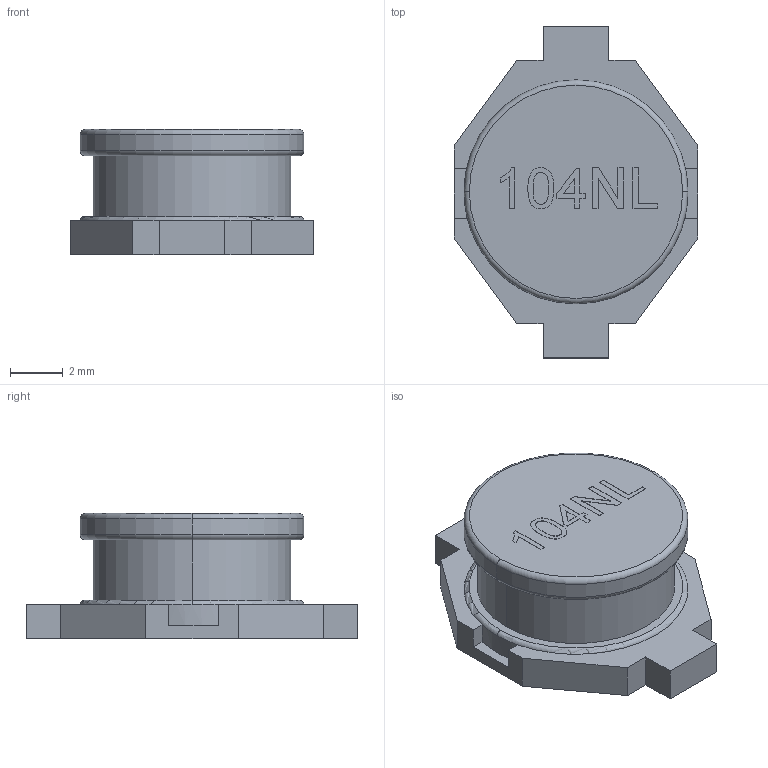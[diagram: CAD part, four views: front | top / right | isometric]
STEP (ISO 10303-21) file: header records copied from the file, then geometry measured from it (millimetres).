
FILE_DESCRIPTION (( 'STEP AP214' ), '1' );
FILE_NAME ('8C0F1D82-8A9C-4FD3-95C1-B3862C6255A4.STEP', '2008-02-11T17:18:23', ( 'sysAdmin' ), ( 'SolidWorks' ), 'SwSTEP 2.0', 'SolidWorks 2008', '' );
FILE_SCHEMA (( 'AUTOMOTIVE_DESIGN' ));
Length unit declared in the file: millimetre
Products named in the file (1): 8C0F1D82-8A9C-4FD3-95C1-B3862C6255A4
Bounding box: 9.25 x 12.6 x 4.75 mm (x, y, z)
Volume: 273.6 mm3; surface area: 320.8 mm2
Topology: 1 solids, 1 shells, 95 faces, 243 edges, 159 vertices
Faces by surface type: plane 70, bspline 12, cylinder 7, torus 6
Entity records: 4582 total; most frequent: CARTESIAN_POINT 1262, ORIENTED_EDGE 486, DIRECTION 416, EDGE_CURVE 243, VECTOR 190, LINE 190, VERTEX_POINT 159, AXIS2_PLACEMENT_3D 113
